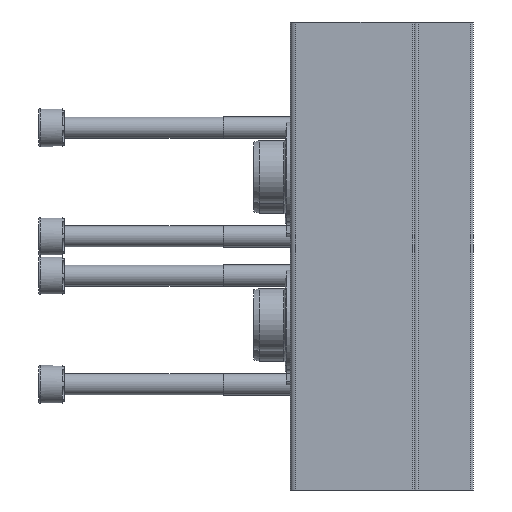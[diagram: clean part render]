
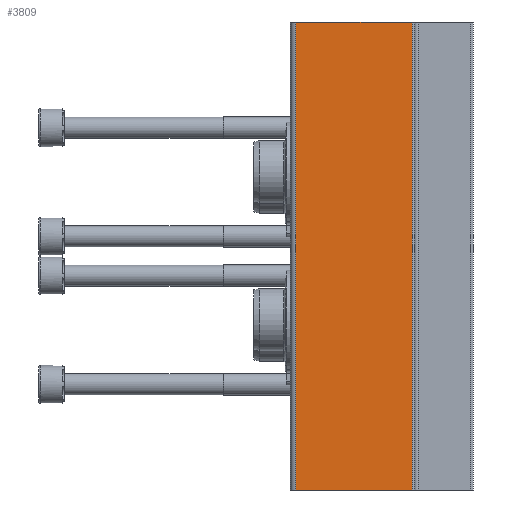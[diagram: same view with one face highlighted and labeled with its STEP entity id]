
A CAD part, left-side view. The second image highlights one B-rep face of the part: STEP entity #3809.
In plain terms, the highlighted planar face has unit normal (-1, 0, 0).
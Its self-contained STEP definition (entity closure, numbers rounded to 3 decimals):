
#117=PLANE('',#4109);
#490=ORIENTED_EDGE('',*,*,#1544,.F.);
#491=ORIENTED_EDGE('',*,*,#1543,.F.);
#492=ORIENTED_EDGE('',*,*,#1545,.T.);
#493=ORIENTED_EDGE('',*,*,#1546,.T.);
#1543=EDGE_CURVE('',#2070,#2068,#2444,.T.);
#1544=EDGE_CURVE('',#2068,#2071,#2445,.T.);
#1545=EDGE_CURVE('',#2070,#2072,#2446,.T.);
#1546=EDGE_CURVE('',#2072,#2071,#2447,.T.);
#2068=VERTEX_POINT('',#5928);
#2070=VERTEX_POINT('',#5932);
#2071=VERTEX_POINT('',#5936);
#2072=VERTEX_POINT('',#5938);
#2444=LINE('',#5933,#2726);
#2445=LINE('',#5935,#2727);
#2446=LINE('',#5937,#2728);
#2447=LINE('',#5939,#2729);
#2726=VECTOR('',#4605,1000.);
#2727=VECTOR('',#4608,1000.);
#2728=VECTOR('',#4609,1000.);
#2729=VECTOR('',#4610,1000.);
#3014=EDGE_LOOP('',(#490,#491,#492,#493));
#3370=FACE_BOUND('',#3014,.T.);
#3809=ADVANCED_FACE('',(#3370),#117,.T.);
#4109=AXIS2_PLACEMENT_3D('',#5934,#4606,#4607);
#4605=DIRECTION('',(0.,0.,1.));
#4606=DIRECTION('',(-1.,0.,0.));
#4607=DIRECTION('',(0.,0.,1.));
#4608=DIRECTION('',(0.,-1.,0.));
#4609=DIRECTION('',(0.,-1.,0.));
#4610=DIRECTION('',(0.,0.,1.));
#5928=CARTESIAN_POINT('',(-40.25,33.,0.));
#5932=CARTESIAN_POINT('',(-40.25,33.,-87.));
#5933=CARTESIAN_POINT('',(-40.25,33.,-87.));
#5934=CARTESIAN_POINT('',(-40.25,33.,-87.));
#5935=CARTESIAN_POINT('',(-40.25,33.,0.));
#5936=CARTESIAN_POINT('',(-40.25,11.372,0.));
#5937=CARTESIAN_POINT('',(-40.25,33.,-87.));
#5938=CARTESIAN_POINT('',(-40.25,11.372,-87.));
#5939=CARTESIAN_POINT('',(-40.25,11.372,-87.));
